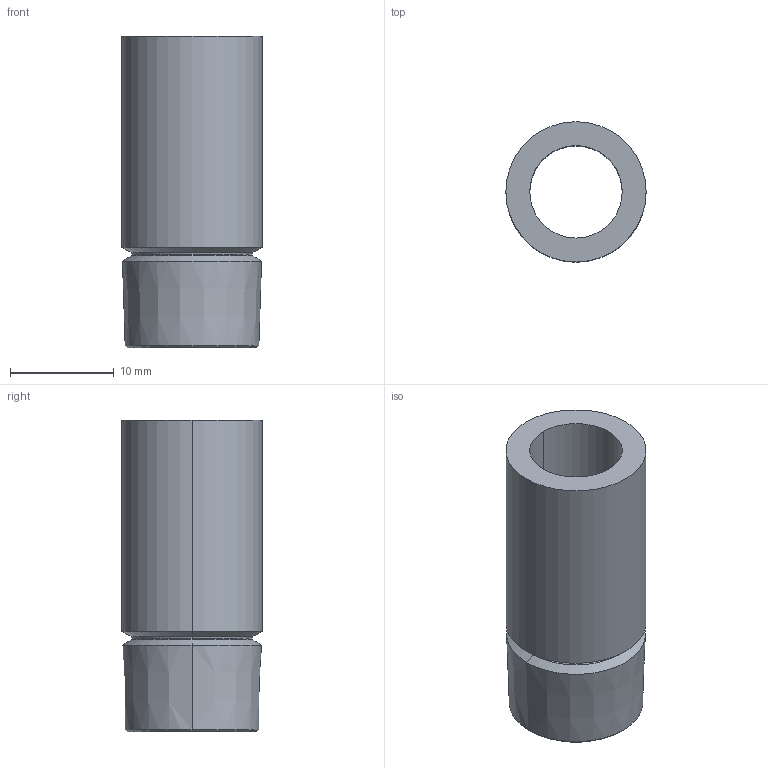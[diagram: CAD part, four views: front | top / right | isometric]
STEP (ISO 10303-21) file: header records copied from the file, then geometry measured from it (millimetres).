
FILE_DESCRIPTION (( 'STEP AP203' ), '1' );
FILE_NAME ('11-0208-02_outokumpu.step', '2015-08-11T09:54:14', ( '' ), ( '' ), 'SwSTEP 2.0', 'SolidWorks 2008', '' );
FILE_SCHEMA (( 'CONFIG_CONTROL_DESIGN' ));
Length unit declared in the file: millimetre
Products named in the file (1): 11-0208-02_outokumpu
Bounding box: 13.5 x 13.5 x 30 mm (x, y, z)
Volume: 2327.9 mm3; surface area: 2281.5 mm2
Topology: 1 solids, 1 shells, 18 faces, 36 edges, 20 vertices
Faces by surface type: cone 8, torus 4, cylinder 4, plane 2
Entity records: 549 total; most frequent: DIRECTION 98, CARTESIAN_POINT 75, ORIENTED_EDGE 72, AXIS2_PLACEMENT_3D 43, EDGE_CURVE 36, CIRCLE 24, VERTEX_POINT 20, EDGE_LOOP 20
